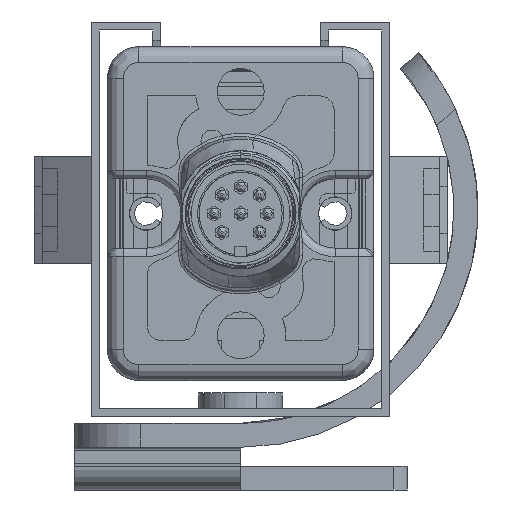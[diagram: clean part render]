
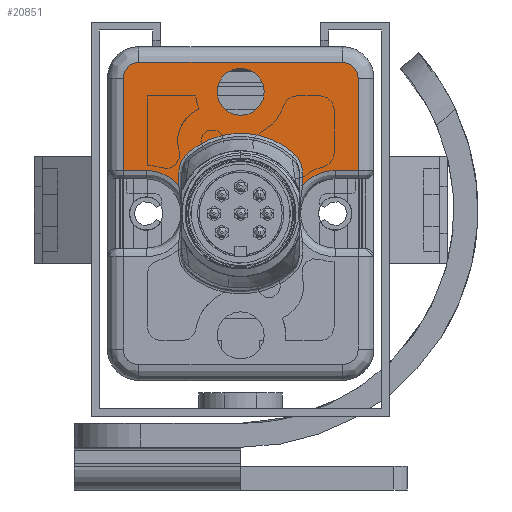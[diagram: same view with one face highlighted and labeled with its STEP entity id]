
A CAD part, front view. The second image highlights one B-rep face of the part: STEP entity #20851.
In plain terms, the highlighted planar face has unit normal (0, -1, 0).
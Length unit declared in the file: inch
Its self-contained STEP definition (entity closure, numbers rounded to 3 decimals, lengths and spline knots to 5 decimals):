
#2994=CARTESIAN_POINT('',(0.14173,-72.95276,
0.78179));
#2995=DIRECTION('',(0.,1.,0.));
#2996=DIRECTION('',(0.673,0.,0.74));
#2997=AXIS2_PLACEMENT_3D('',#2994,#2995,#2996);
#2999=CARTESIAN_POINT('',(0.,-72.95276,0.62598));
#3000=DIRECTION('',(0.,1.,0.));
#3001=DIRECTION('',(-0.673,0.,0.74));
#3002=AXIS2_PLACEMENT_3D('',#2999,#3000,#3001);
#3004=CARTESIAN_POINT('',(-0.14173,-72.95276,
0.78179));
#3005=DIRECTION('',(0.,1.,0.));
#3006=DIRECTION('',(-1.,0.,0.));
#3007=AXIS2_PLACEMENT_3D('',#3004,#3005,#3006);
#3009=DIRECTION('',(0.,0.,1.));
#3010=VECTOR('',#3009,0.05017);
#3011=CARTESIAN_POINT('',(-0.23228,-72.95276,
0.73163));
#3012=LINE('',#3011,#3010);
#3013=CARTESIAN_POINT('',(-0.35433,-72.95276,
0.62598));
#3014=DIRECTION('',(0.,1.,0.));
#3015=DIRECTION('',(0.,0.,1.));
#3016=AXIS2_PLACEMENT_3D('',#3013,#3014,#3015);
#3018=DIRECTION('',(1.,0.,0.));
#3019=VECTOR('',#3018,0.08661);
#3020=CARTESIAN_POINT('',(-0.44094,-72.95276,
0.7874));
#3021=LINE('',#3020,#3019);
#3022=DIRECTION('',(0.,0.,-1.));
#3023=VECTOR('',#3022,0.34646);
#3024=CARTESIAN_POINT('',(-0.44094,-72.95276,
1.13386));
#3025=LINE('',#3024,#3023);
#3026=CARTESIAN_POINT('',(-0.38189,-72.95276,
1.13386));
#3027=DIRECTION('',(0.,-1.,0.));
#3028=DIRECTION('',(0.,0.,1.));
#3029=AXIS2_PLACEMENT_3D('',#3026,#3027,#3028);
#3031=DIRECTION('',(-1.,0.,0.));
#3032=VECTOR('',#3031,0.76378);
#3033=CARTESIAN_POINT('',(0.38189,-72.95276,
1.19291));
#3034=LINE('',#3033,#3032);
#3035=CARTESIAN_POINT('',(0.38189,-72.95276,
1.13386));
#3036=DIRECTION('',(0.,-1.,0.));
#3037=DIRECTION('',(1.,0.,0.));
#3038=AXIS2_PLACEMENT_3D('',#3035,#3036,#3037);
#3040=DIRECTION('',(0.,0.,1.));
#3041=VECTOR('',#3040,0.34646);
#3042=CARTESIAN_POINT('',(0.44094,-72.95276,
0.7874));
#3043=LINE('',#3042,#3041);
#3044=DIRECTION('',(1.,0.,0.));
#3045=VECTOR('',#3044,0.08661);
#3046=CARTESIAN_POINT('',(0.35433,-72.95276,
0.7874));
#3047=LINE('',#3046,#3045);
#3048=CARTESIAN_POINT('',(0.35433,-72.95276,
0.62598));
#3049=DIRECTION('',(0.,1.,0.));
#3050=DIRECTION('',(-0.756,0.,0.654));
#3051=AXIS2_PLACEMENT_3D('',#3048,#3049,#3050);
#3053=DIRECTION('',(0.,0.,-1.));
#3054=VECTOR('',#3053,0.05017);
#3055=CARTESIAN_POINT('',(0.23228,-72.95276,
0.78179));
#3056=LINE('',#3055,#3054);
#3057=CARTESIAN_POINT('',(0.,-72.95276,1.08268));
#3058=DIRECTION('',(0.,-1.,0.));
#3059=DIRECTION('',(1.,0.,0.));
#3060=AXIS2_PLACEMENT_3D('',#3057,#3058,#3059);
#3062=CARTESIAN_POINT('',(0.,-72.95276,1.08268));
#3063=DIRECTION('',(0.,-1.,0.));
#3064=DIRECTION('',(-1.,0.,0.));
#3065=AXIS2_PLACEMENT_3D('',#3062,#3063,#3064);
#8629=CARTESIAN_POINT('',(-0.23228,-72.95276,
0.73163));
#15021=CARTESIAN_POINT('',(-0.38189,-72.95276,
1.19291));
#15022=CARTESIAN_POINT('',(-0.44094,-72.95276,
1.13386));
#15023=VERTEX_POINT('',#15021);
#15024=VERTEX_POINT('',#15022);
#15029=CARTESIAN_POINT('',(0.38189,-72.95276,
1.19291));
#15030=VERTEX_POINT('',#15029);
#15033=CARTESIAN_POINT('',(0.44094,-72.95276,
1.13386));
#15034=VERTEX_POINT('',#15033);
#15077=CARTESIAN_POINT('',(0.44094,-72.95276,
0.7874));
#15078=VERTEX_POINT('',#15077);
#15081=CARTESIAN_POINT('',(0.35433,-72.95276,
0.7874));
#15082=VERTEX_POINT('',#15081);
#15109=CARTESIAN_POINT('',(-0.44094,-72.95276,
0.7874));
#15110=VERTEX_POINT('',#15109);
#15113=CARTESIAN_POINT('',(-0.35433,-72.95276,
0.7874));
#15114=VERTEX_POINT('',#15113);
#15145=CARTESIAN_POINT('',(0.20266,-72.95276,
0.84878));
#15146=CARTESIAN_POINT('',(0.23228,-72.95276,
0.78179));
#15147=VERTEX_POINT('',#15145);
#15148=VERTEX_POINT('',#15146);
#15151=CARTESIAN_POINT('',(0.23228,-72.95276,
0.73163));
#15152=VERTEX_POINT('',#15151);
#15176=VERTEX_POINT('',#8629);
#15179=CARTESIAN_POINT('',(-0.23228,-72.95276,
0.78179));
#15180=VERTEX_POINT('',#15179);
#15183=CARTESIAN_POINT('',(-0.20266,-72.95276,
0.84878));
#15184=VERTEX_POINT('',#15183);
#15193=CARTESIAN_POINT('',(0.0885,-72.95276,1.08268));
#15194=CARTESIAN_POINT('',(-0.0885,-72.95276,1.08268));
#15195=VERTEX_POINT('',#15193);
#15196=VERTEX_POINT('',#15194);
#20811=CARTESIAN_POINT('',(0.,-72.95276,0.));
#20812=DIRECTION('',(0.,-1.,0.));
#20813=DIRECTION('',(1.,0.,0.));
#20814=AXIS2_PLACEMENT_3D('',#20811,#20812,#20813);
#20815=PLANE('',#20814);
#20817=ORIENTED_EDGE('',*,*,#20816,.F.);
#20819=ORIENTED_EDGE('',*,*,#20818,.F.);
#20821=ORIENTED_EDGE('',*,*,#20820,.F.);
#20823=ORIENTED_EDGE('',*,*,#20822,.F.);
#20825=ORIENTED_EDGE('',*,*,#20824,.F.);
#20827=ORIENTED_EDGE('',*,*,#20826,.F.);
#20829=ORIENTED_EDGE('',*,*,#20828,.F.);
#20831=ORIENTED_EDGE('',*,*,#20830,.F.);
#20833=ORIENTED_EDGE('',*,*,#20832,.F.);
#20834=ORIENTED_EDGE('',*,*,#20801,.F.);
#20836=ORIENTED_EDGE('',*,*,#20835,.F.);
#20838=ORIENTED_EDGE('',*,*,#20837,.F.);
#20840=ORIENTED_EDGE('',*,*,#20839,.F.);
#20842=ORIENTED_EDGE('',*,*,#20841,.F.);
#20843=EDGE_LOOP('',(#20817,#20819,#20821,#20823,#20825,#20827,#20829,#20831,
#20833,#20834,#20836,#20838,#20840,#20842));
#20844=FACE_OUTER_BOUND('',#20843,.F.);
#20846=ORIENTED_EDGE('',*,*,#20845,.T.);
#20848=ORIENTED_EDGE('',*,*,#20847,.T.);
#20849=EDGE_LOOP('',(#20846,#20848));
#20850=FACE_BOUND('',#20849,.F.);
#20851=ADVANCED_FACE('',(#20844,#20850),#20815,.T.);
#2998=CIRCLE('',#2997,0.09055);
#3003=CIRCLE('',#3002,0.30118);
#3008=CIRCLE('',#3007,0.09055);
#3017=CIRCLE('',#3016,0.16142);
#3030=CIRCLE('',#3029,0.05906);
#3039=CIRCLE('',#3038,0.05906);
#3052=CIRCLE('',#3051,0.16142);
#3061=CIRCLE('',#3060,0.0885);
#3066=CIRCLE('',#3065,0.0885);
#20801=EDGE_CURVE('',#15034,#15030,#3039,.T.);
#20816=EDGE_CURVE('',#15147,#15148,#2998,.T.);
#20818=EDGE_CURVE('',#15184,#15147,#3003,.T.);
#20820=EDGE_CURVE('',#15180,#15184,#3008,.T.);
#20822=EDGE_CURVE('',#15176,#15180,#3012,.T.);
#20824=EDGE_CURVE('',#15114,#15176,#3017,.T.);
#20826=EDGE_CURVE('',#15110,#15114,#3021,.T.);
#20828=EDGE_CURVE('',#15024,#15110,#3025,.T.);
#20830=EDGE_CURVE('',#15023,#15024,#3030,.T.);
#20832=EDGE_CURVE('',#15030,#15023,#3034,.T.);
#20835=EDGE_CURVE('',#15078,#15034,#3043,.T.);
#20837=EDGE_CURVE('',#15082,#15078,#3047,.T.);
#20839=EDGE_CURVE('',#15152,#15082,#3052,.T.);
#20841=EDGE_CURVE('',#15148,#15152,#3056,.T.);
#20845=EDGE_CURVE('',#15195,#15196,#3061,.T.);
#20847=EDGE_CURVE('',#15196,#15195,#3066,.T.);
